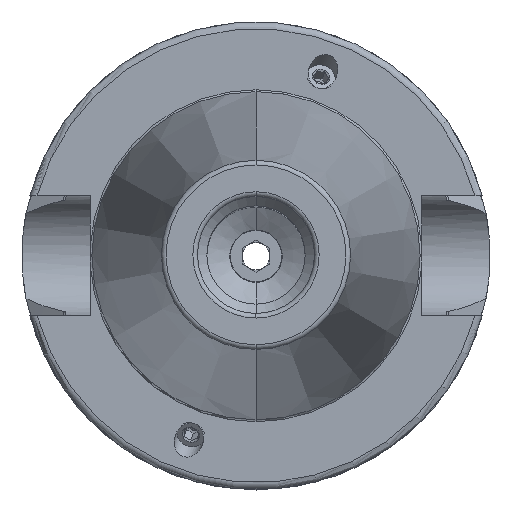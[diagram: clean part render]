
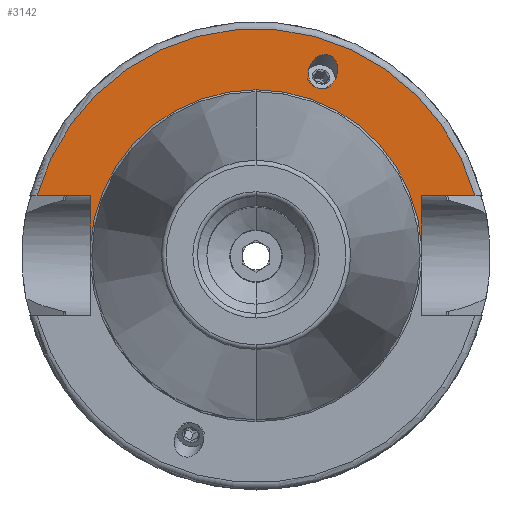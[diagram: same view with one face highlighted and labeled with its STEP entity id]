
A CAD part, top view. The second image highlights one B-rep face of the part: STEP entity #3142.
In plain terms, the highlighted planar face has unit normal (0, 0, 1).
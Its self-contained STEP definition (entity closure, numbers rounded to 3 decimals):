
#172=DIRECTION('',(1,0,0));
#173=VECTOR('',#172,11.367);
#174=CARTESIAN_POINT('',(-46.767,12.85,35));
#175=LINE('',#174,#173);
#176=DIRECTION('',(-1,0,0));
#177=VECTOR('',#176,11.367);
#178=CARTESIAN_POINT('',(46.767,12.85,35));
#179=LINE('',#178,#177);
#180=DIRECTION('',(0,-1,0));
#181=VECTOR('',#180,10.609);
#182=CARTESIAN_POINT('',(35.4,12.85,35));
#183=LINE('',#182,#181);
#184=DIRECTION('',(0,1,0));
#185=VECTOR('',#184,10.609);
#186=CARTESIAN_POINT('',(-35.4,2.241,35));
#187=LINE('',#186,#185);
#188=DIRECTION('',(-0.94,0.342,0));
#189=VECTOR('',#188,1.1);
#190=CARTESIAN_POINT('',(13.595,35.744,35));
#191=LINE('',#190,#189);
#690=CARTESIAN_POINT('',(0,0,35));
#691=DIRECTION('',(0,0,1));
#692=DIRECTION('',(0.964,0.265,0));
#693=AXIS2_PLACEMENT_3D('',#690,#691,#692);
#731=CARTESIAN_POINT('',(0,0,35));
#732=DIRECTION('',(0,0,-1));
#733=DIRECTION('',(0,1,0));
#734=AXIS2_PLACEMENT_3D('',#731,#732,#733);
#742=CARTESIAN_POINT('',(0,0,35));
#743=DIRECTION('',(0,0,1));
#744=DIRECTION('',(0,1,0));
#745=AXIS2_PLACEMENT_3D('',#742,#743,#744);
#2437=CARTESIAN_POINT('',(12.561,36.12,35));
#2438=CARTESIAN_POINT('',(12.346,36.257,35));
#2439=CARTESIAN_POINT('',(11.901,36.63,35));
#2440=CARTESIAN_POINT('',(11.324,37.62,35));
#2441=CARTESIAN_POINT('',(11.096,39.085,35));
#2442=CARTESIAN_POINT('',(11.491,40.778,35));
#2443=CARTESIAN_POINT('',(12.488,42.174,35));
#2444=CARTESIAN_POINT('',(13.713,42.92,35));
#2445=CARTESIAN_POINT('',(14.625,43.055,35));
#2446=CARTESIAN_POINT('',(15.229,42.988,35));
#2447=CARTESIAN_POINT('',(15.607,42.881,35));
#2448=CARTESIAN_POINT('',(15.966,42.72,35));
#2449=CARTESIAN_POINT('',(16.472,42.383,35));
#2450=CARTESIAN_POINT('',(17.084,41.693,35));
#2451=CARTESIAN_POINT('',(17.543,40.334,35));
#2452=CARTESIAN_POINT('',(17.409,38.625,35));
#2453=CARTESIAN_POINT('',(16.623,37.074,35));
#2454=CARTESIAN_POINT('',(15.507,36.098,35));
#2455=CARTESIAN_POINT('',(14.429,35.711,35));
#2456=CARTESIAN_POINT('',(13.848,35.711,35));
#2457=CARTESIAN_POINT('',(13.595,35.744,35));
#2555=CARTESIAN_POINT('',(-46.767,12.85,35));
#2556=CARTESIAN_POINT('',(-35.4,12.85,35));
#2557=VERTEX_POINT('',#2555);
#2558=VERTEX_POINT('',#2556);
#2559=CARTESIAN_POINT('',(35.4,12.85,35));
#2560=CARTESIAN_POINT('',(35.4,2.241,35));
#2561=VERTEX_POINT('',#2559);
#2562=VERTEX_POINT('',#2560);
#2567=CARTESIAN_POINT('',(46.767,12.85,35));
#2568=VERTEX_POINT('',#2567);
#2613=CARTESIAN_POINT('',(0,35.471,35));
#2615=VERTEX_POINT('',#2613);
#2625=CARTESIAN_POINT('',(-35.4,2.241,35));
#2626=VERTEX_POINT('',#2625);
#2633=CARTESIAN_POINT('',(13.595,35.744,35));
#2634=CARTESIAN_POINT('',(12.561,36.12,35));
#2635=VERTEX_POINT('',#2633);
#2636=VERTEX_POINT('',#2634);
#3115=CARTESIAN_POINT('',(0,0,35));
#3116=DIRECTION('',(0,0,-1));
#3117=DIRECTION('',(0,-1,0));
#3118=AXIS2_PLACEMENT_3D('',#3115,#3116,#3117);
#3119=PLANE('',#3118);
#3121=ORIENTED_EDGE('',*,*,#3120,.F.);
#3123=ORIENTED_EDGE('',*,*,#3122,.F.);
#3125=ORIENTED_EDGE('',*,*,#3124,.T.);
#3127=ORIENTED_EDGE('',*,*,#3126,.T.);
#3129=ORIENTED_EDGE('',*,*,#3128,.F.);
#3131=ORIENTED_EDGE('',*,*,#3130,.T.);
#3133=ORIENTED_EDGE('',*,*,#3132,.T.);
#3134=EDGE_LOOP('',(#3121,#3123,#3125,#3127,#3129,#3131,#3133));
#3135=FACE_OUTER_BOUND('',#3134,.F.);
#3137=ORIENTED_EDGE('',*,*,#3136,.F.);
#3139=ORIENTED_EDGE('',*,*,#3138,.F.);
#3140=EDGE_LOOP('',(#3137,#3139));
#3141=FACE_BOUND('',#3140,.F.);
#3142=ADVANCED_FACE('',(#3135,#3141),#3119,.F.);
#694=CIRCLE('',#693,48.5);
#735=CIRCLE('',#734,35.471);
#746=CIRCLE('',#745,35.471);
#2458=B_SPLINE_CURVE_WITH_KNOTS('',3,(#2437,#2438,#2439,#2440,#2441,#2442,#2443,
#2444,#2445,#2446,#2447,#2448,#2449,#2450,#2451,#2452,#2453,#2454,#2455,#2456,
#2457),.UNSPECIFIED.,.F.,.F.,(4,1,1,1,1,1,1,1,1,1,1,1,1,1,1,1,1,1,4),(0,
0.063,0.125,0.188,0.25,0.313,0.375,0.438,0.469,0.5,
0.531,0.563,0.625,0.688,0.75,0.813,0.875,0.938,1),
.UNSPECIFIED.);
#3120=EDGE_CURVE('',#2557,#2558,#175,.T.);
#3122=EDGE_CURVE('',#2568,#2557,#694,.T.);
#3124=EDGE_CURVE('',#2568,#2561,#179,.T.);
#3126=EDGE_CURVE('',#2561,#2562,#183,.T.);
#3128=EDGE_CURVE('',#2615,#2562,#735,.T.);
#3130=EDGE_CURVE('',#2615,#2626,#746,.T.);
#3132=EDGE_CURVE('',#2626,#2558,#187,.T.);
#3136=EDGE_CURVE('',#2635,#2636,#191,.T.);
#3138=EDGE_CURVE('',#2636,#2635,#2458,.T.);
